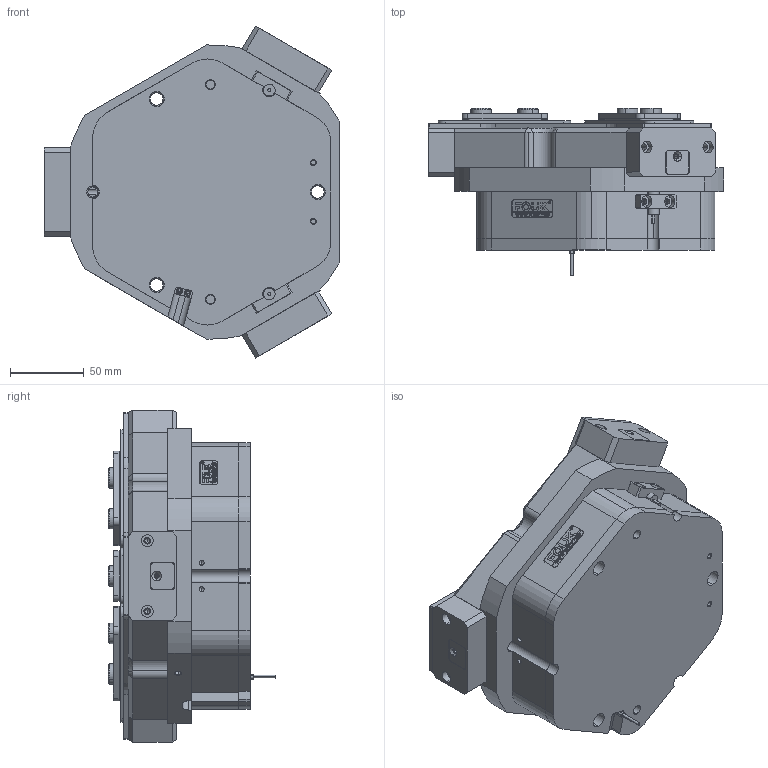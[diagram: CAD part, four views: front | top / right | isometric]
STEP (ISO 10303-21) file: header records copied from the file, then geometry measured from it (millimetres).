
FILE_DESCRIPTION (( 'STEP AP203' ), '1' );
FILE_NAME ('FZ125-200-P.STEP', '2025-01-11T07:20:42', ( 'USER-' ), ( 'Microsoft' ), 'SwSTEP 2.0', 'SolidWorks 2018', '' );
FILE_SCHEMA (( 'CONFIG_CONTROL_DESIGN' ));
Length unit declared in the file: millimetre
Products named in the file (18): FZ125-200; TZ55-94-M-15 耜猾苤裔; 电容传感器; TZT125-200-M-01 褲极; 湮酴; TZT125-200-M-02 賑輸; 揤輸蚾饜极; 32x12-R2; TZT125-200-M-05 菁裔啣; 棠羲換覜ん; 揤輸杅耀.sldasm-Part-9; ﾏ擎ﾗ14｡ﾁ10｡ﾁ14; TZT125-200-M-14 忒硌薊啣; FZ125-200-P; TZT125-200-M-12 耜猾极; 埴翐芛_GB_FASTENER_SCREWS_HSHCS M2X8-N; TZT125-200-M-11 奻葡裔啣; TZT125-200-M-13 痄雄結啣
Assembly tree (38 placements, depth 4):
  FZ125-200-P
    FZ125-200
      TZT125-200-M-02 賑輸  x3
      TZT125-200-M-05 菁裔啣
      湮酴  x2
      电容传感器  x2
      TZT125-200-M-01 褲极
      32x12-R2
      揤輸蚾饜极  x3
        揤輸杅耀.sldasm-Part-9
        埴翐芛_GB_FASTENER_SCREWS_HSHCS M2X8-N
      棠羲換覜ん  x2
    TZT125-200-M-11 奻葡裔啣
    TZT125-200-M-12 耜猾极  x3
    TZT125-200-M-13 痄雄結啣  x3
    TZT125-200-M-14 忒硌薊啣  x3
    TZ55-94-M-15 耜猾苤裔  x3
    ﾏ擎ﾗ14｡ﾁ10｡ﾁ14  x6
Bounding box: 201 x 113.84 x 225.72 mm (x, y, z)
Volume: 2051154.9 mm3; surface area: 346995.5 mm2
Topology: 40 solids, 54 shells, 2003 faces, 5127 edges, 3258 vertices
Faces by surface type: plane 975, cylinder 598, cone 263, bspline 155, torus 12
Entity records: 48048 total; most frequent: CARTESIAN_POINT 13433, ORIENTED_EDGE 6798, DIRECTION 6369, EDGE_CURVE 3399, VERTEX_POINT 2213, VECTOR 2199, LINE 2199, AXIS2_PLACEMENT_3D 2085
